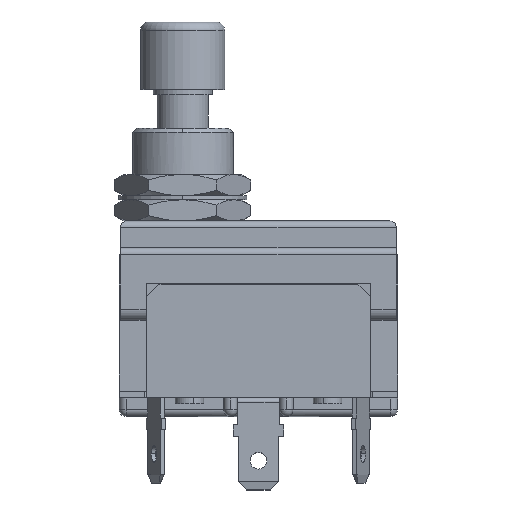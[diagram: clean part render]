
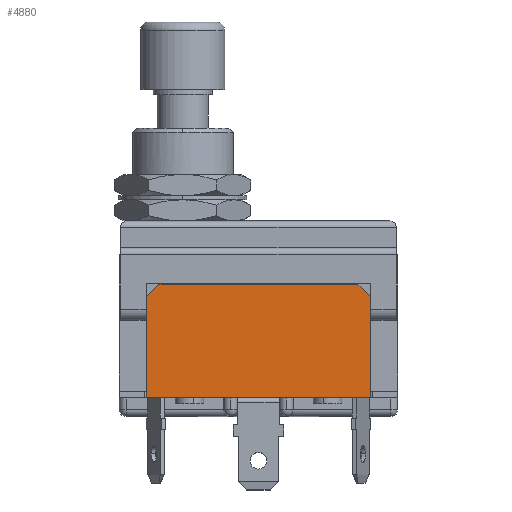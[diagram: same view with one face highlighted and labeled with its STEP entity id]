
A CAD part, top view. The second image highlights one B-rep face of the part: STEP entity #4880.
In plain terms, the highlighted planar face has unit normal (0, 0, 1).
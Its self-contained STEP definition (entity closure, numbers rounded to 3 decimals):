
#186 = ORIENTED_EDGE ( 'NONE', *, *, #3104, .T. ) ;
#197 = DIRECTION ( 'NONE',  ( -0.707, 0.707, 0. ) ) ;
#220 = LINE ( 'NONE', #5713, #8525 ) ;
#518 = CARTESIAN_POINT ( 'NONE',  ( -13.3, -17., 9.6 ) ) ;
#532 = DIRECTION ( 'NONE',  ( 0., 1., 0. ) ) ;
#824 = LINE ( 'NONE', #4110, #7095 ) ;
#930 = ORIENTED_EDGE ( 'NONE', *, *, #6113, .T. ) ;
#982 = ORIENTED_EDGE ( 'NONE', *, *, #9449, .T. ) ;
#1391 = CARTESIAN_POINT ( 'NONE',  ( 13.3, -17., 9.6 ) ) ;
#1496 = VECTOR ( 'NONE', #9110, 1000. ) ;
#1578 = ORIENTED_EDGE ( 'NONE', *, *, #6079, .T. ) ;
#1936 = ORIENTED_EDGE ( 'NONE', *, *, #3602, .T. ) ;
#2282 = FACE_OUTER_BOUND ( 'NONE', #5940, .T. ) ;
#2368 = VECTOR ( 'NONE', #532, 1000. ) ;
#2645 = ORIENTED_EDGE ( 'NONE', *, *, #6134, .T. ) ;
#3104 = EDGE_CURVE ( 'NONE', #4032, #6398, #6256, .T. ) ;
#3572 = LINE ( 'NONE', #1391, #2368 ) ;
#3602 = EDGE_CURVE ( 'NONE', #8465, #7277, #824, .T. ) ;
#3942 = LINE ( 'NONE', #5997, #1496 ) ;
#4032 = VERTEX_POINT ( 'NONE', #7689 ) ;
#4110 = CARTESIAN_POINT ( 'NONE',  ( 11.8, -3.5, 9.6 ) ) ;
#4336 = CARTESIAN_POINT ( 'NONE',  ( -13.3, -3.5, 9.6 ) ) ;
#4825 = CARTESIAN_POINT ( 'NONE',  ( -13.3, -5., 9.6 ) ) ;
#4880 = ADVANCED_FACE ( 'NONE', ( #2282 ), #7375, .F. ) ;
#5054 = CARTESIAN_POINT ( 'NONE',  ( -13.3, -3.5, 9.6 ) ) ;
#5596 = CARTESIAN_POINT ( 'NONE',  ( 13.3, -17., 9.6 ) ) ;
#5631 = VECTOR ( 'NONE', #9608, 1000. ) ;
#5713 = CARTESIAN_POINT ( 'NONE',  ( -13.3, -5., 9.6 ) ) ;
#5940 = EDGE_LOOP ( 'NONE', ( #2645, #1936, #1578, #982, #930, #186 ) ) ;
#5951 = VERTEX_POINT ( 'NONE', #4825 ) ;
#5997 = CARTESIAN_POINT ( 'NONE',  ( -13.3, -17., 9.6 ) ) ;
#6079 = EDGE_CURVE ( 'NONE', #7277, #9215, #6106, .T. ) ;
#6106 = LINE ( 'NONE', #5054, #5631 ) ;
#6113 = EDGE_CURVE ( 'NONE', #5951, #4032, #3942, .T. ) ;
#6134 = EDGE_CURVE ( 'NONE', #6398, #8465, #3572, .T. ) ;
#6256 = LINE ( 'NONE', #518, #6718 ) ;
#6398 = VERTEX_POINT ( 'NONE', #5596 ) ;
#6517 = CARTESIAN_POINT ( 'NONE',  ( -11.8, -3.5, 9.6 ) ) ;
#6718 = VECTOR ( 'NONE', #8131, 1000. ) ;
#7087 = AXIS2_PLACEMENT_3D ( 'NONE', #4336, #8182, #7312 ) ;
#7095 = VECTOR ( 'NONE', #197, 1000. ) ;
#7277 = VERTEX_POINT ( 'NONE', #9081 ) ;
#7312 = DIRECTION ( 'NONE',  ( -1., 0., 0. ) ) ;
#7320 = DIRECTION ( 'NONE',  ( -0.707, -0.707, 0. ) ) ;
#7375 = PLANE ( 'NONE',  #7087 ) ;
#7689 = CARTESIAN_POINT ( 'NONE',  ( -13.3, -17., 9.6 ) ) ;
#8131 = DIRECTION ( 'NONE',  ( 1., 0., 0. ) ) ;
#8182 = DIRECTION ( 'NONE',  ( 0., 0., -1. ) ) ;
#8465 = VERTEX_POINT ( 'NONE', #8911 ) ;
#8525 = VECTOR ( 'NONE', #7320, 1000. ) ;
#8911 = CARTESIAN_POINT ( 'NONE',  ( 13.3, -5., 9.6 ) ) ;
#9081 = CARTESIAN_POINT ( 'NONE',  ( 11.8, -3.5, 9.6 ) ) ;
#9110 = DIRECTION ( 'NONE',  ( 0., -1., 0. ) ) ;
#9215 = VERTEX_POINT ( 'NONE', #6517 ) ;
#9449 = EDGE_CURVE ( 'NONE', #9215, #5951, #220, .T. ) ;
#9608 = DIRECTION ( 'NONE',  ( -1., 0., 0. ) ) ;
